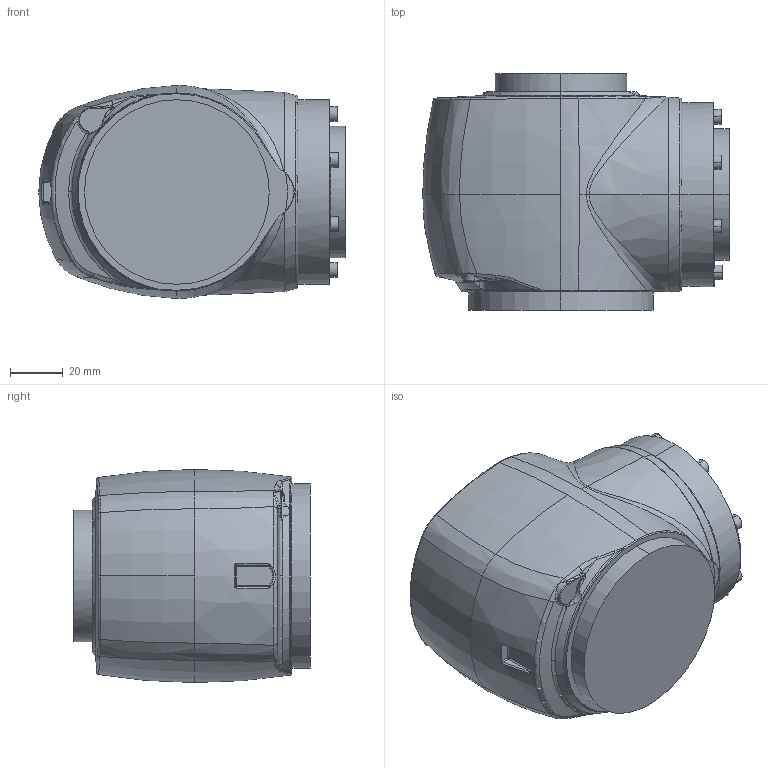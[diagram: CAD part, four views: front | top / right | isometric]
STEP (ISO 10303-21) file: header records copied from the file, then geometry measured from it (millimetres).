
FILE_DESCRIPTION (( 'STEP AP214' ), '1' );
FILE_NAME ('FifthLink.STEP', '2024-03-20T14:07:48', ( '' ), ( '' ), 'SwSTEP 2.0', 'SolidWorks 2022', '' );
FILE_SCHEMA (( 'AUTOMOTIVE_DESIGN' ));
Length unit declared in the file: millimetre
Products named in the file (1): FifthLink
Bounding box: 116.5 x 90 x 81 mm (x, y, z)
Volume: 585864.1 mm3; surface area: 40494.8 mm2
Topology: 1 solids, 1 shells, 228 faces, 545 edges, 335 vertices
Faces by surface type: bspline 99, plane 53, cylinder 40, torus 25, cone 10, sphere 1
Entity records: 15370 total; most frequent: CARTESIAN_POINT 10463, ORIENTED_EDGE 1090, DIRECTION 614, EDGE_CURVE 545, VERTEX_POINT 335, B_SPLINE_CURVE_WITH_KNOTS 291, EDGE_LOOP 244, AXIS2_PLACEMENT_3D 239
